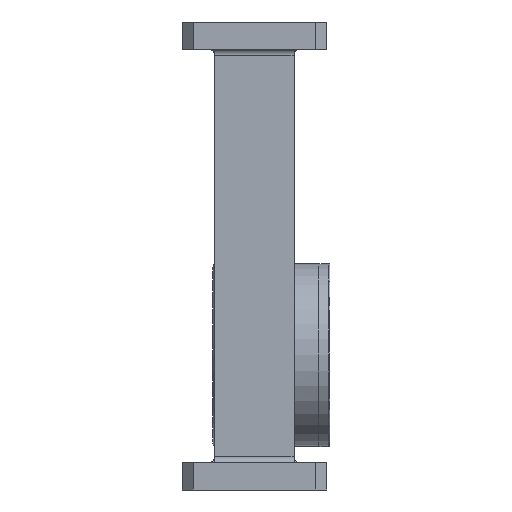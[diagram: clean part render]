
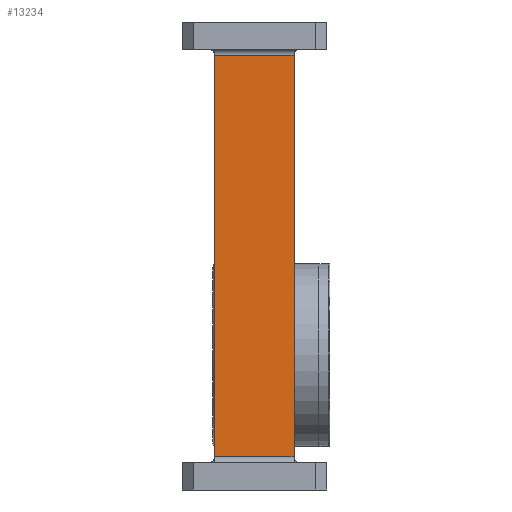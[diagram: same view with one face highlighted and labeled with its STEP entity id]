
A CAD part, front view. The second image highlights one B-rep face of the part: STEP entity #13234.
In plain terms, the highlighted planar face has unit normal (0, -1, 0).
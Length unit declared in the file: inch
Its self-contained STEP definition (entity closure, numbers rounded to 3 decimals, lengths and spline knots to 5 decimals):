
#278 = VERTEX_POINT ( 'NONE', #12198 ) ;
#1069 = LINE ( 'NONE', #28956, #25855 ) ;
#1153 = VERTEX_POINT ( 'NONE', #11406 ) ;
#1306 = LINE ( 'NONE', #27883, #2750 ) ;
#1732 = VECTOR ( 'NONE', #15230, 39.37008 ) ;
#2750 = VECTOR ( 'NONE', #13965, 39.37008 ) ;
#3344 = CARTESIAN_POINT ( 'NONE',  ( -0.361, -0.2055, -1.825 ) ) ;
#4616 = LINE ( 'NONE', #3344, #1732 ) ;
#4861 = EDGE_CURVE ( 'NONE', #1153, #14620, #1069, .T. ) ;
#5602 = ORIENTED_EDGE ( 'NONE', *, *, #14907, .T. ) ;
#6940 = ORIENTED_EDGE ( 'NONE', *, *, #28968, .T. ) ;
#7535 = FACE_OUTER_BOUND ( 'NONE', #8365, .T. ) ;
#8157 = CARTESIAN_POINT ( 'NONE',  ( -0.361, -0.2055, 2.125 ) ) ;
#8365 = EDGE_LOOP ( 'NONE', ( #17648, #12323, #6940, #5602 ) ) ;
#8590 = DIRECTION ( 'NONE',  ( -1., 0., 0. ) ) ;
#8831 = LINE ( 'NONE', #14753, #13902 ) ;
#11406 = CARTESIAN_POINT ( 'NONE',  ( 0.361, -0.2055, 1.825 ) ) ;
#12198 = CARTESIAN_POINT ( 'NONE',  ( -0.361, -0.2055, -1.825 ) ) ;
#12323 = ORIENTED_EDGE ( 'NONE', *, *, #4861, .T. ) ;
#13234 = ADVANCED_FACE ( 'NONE', ( #7535 ), #24394, .F. ) ;
#13902 = VECTOR ( 'NONE', #23747, 39.37008 ) ;
#13965 = DIRECTION ( 'NONE',  ( 0., 0., -1. ) ) ;
#14620 = VERTEX_POINT ( 'NONE', #27277 ) ;
#14753 = CARTESIAN_POINT ( 'NONE',  ( 0.361, -0.2055, 2.125 ) ) ;
#14907 = EDGE_CURVE ( 'NONE', #278, #25458, #4616, .T. ) ;
#15230 = DIRECTION ( 'NONE',  ( 1., 0., 0. ) ) ;
#15510 = DIRECTION ( 'NONE',  ( 0., 1., 0. ) ) ;
#15623 = AXIS2_PLACEMENT_3D ( 'NONE', #8157, #15510, #20005 ) ;
#17648 = ORIENTED_EDGE ( 'NONE', *, *, #29213, .F. ) ;
#20005 = DIRECTION ( 'NONE',  ( 0., 0., 1. ) ) ;
#23747 = DIRECTION ( 'NONE',  ( 0., 0., -1. ) ) ;
#24394 = PLANE ( 'NONE',  #15623 ) ;
#25188 = CARTESIAN_POINT ( 'NONE',  ( 0.361, -0.2055, -1.825 ) ) ;
#25458 = VERTEX_POINT ( 'NONE', #25188 ) ;
#25855 = VECTOR ( 'NONE', #8590, 39.37008 ) ;
#27277 = CARTESIAN_POINT ( 'NONE',  ( -0.361, -0.2055, 1.825 ) ) ;
#27883 = CARTESIAN_POINT ( 'NONE',  ( -0.361, -0.2055, 2.125 ) ) ;
#28956 = CARTESIAN_POINT ( 'NONE',  ( -0.361, -0.2055, 1.825 ) ) ;
#28968 = EDGE_CURVE ( 'NONE', #14620, #278, #1306, .T. ) ;
#29213 = EDGE_CURVE ( 'NONE', #1153, #25458, #8831, .T. ) ;
